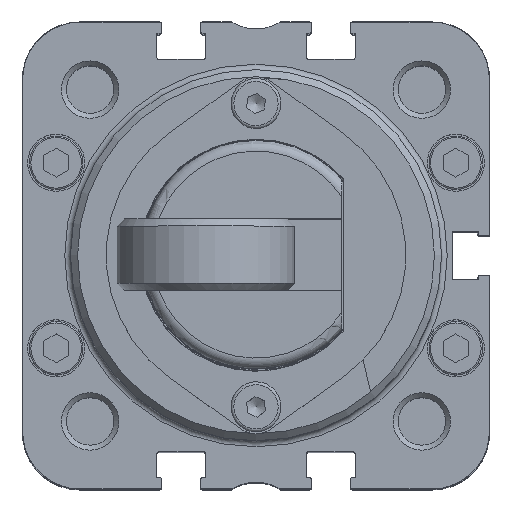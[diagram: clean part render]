
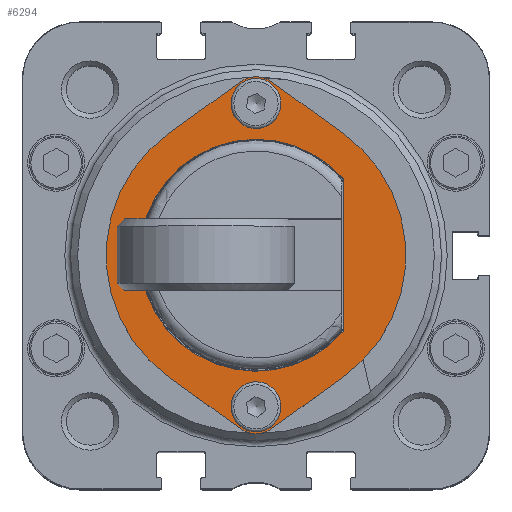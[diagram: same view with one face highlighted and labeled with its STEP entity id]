
A CAD part, top view. The second image highlights one B-rep face of the part: STEP entity #6294.
In plain terms, the highlighted planar face has unit normal (0, 0, 1).
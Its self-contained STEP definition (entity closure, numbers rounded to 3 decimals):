
#394 = FACE_BOUND ( 'NONE', #5289, .T. ) ;
#398 = FACE_OUTER_BOUND ( 'NONE', #5081, .T. ) ;
#405 = FACE_BOUND ( 'NONE', #5288, .T. ) ;
#407 = FACE_BOUND ( 'NONE', #5268, .T. ) ;
#1086 = PLANE ( 'NONE',  #21093 ) ;
#1090 = CARTESIAN_POINT ( 'NONE',  ( 0., 0., 101.3 ) ) ;
#1098 = DIRECTION ( 'NONE',  ( 0., 0., 1. ) ) ;
#1099 = DIRECTION ( 'NONE',  ( 0.707, 0.707, 0. ) ) ;
#5081 = EDGE_LOOP ( 'NONE', ( #13039, #13038, #13037, #13036, #13035, #13034, #13033, #13032 ) ) ;
#5268 = EDGE_LOOP ( 'NONE', ( #13029, #13028 ) ) ;
#5288 = EDGE_LOOP ( 'NONE', ( #13030 ) ) ;
#5289 = EDGE_LOOP ( 'NONE', ( #13031 ) ) ;
#6294 = ADVANCED_FACE ( 'NONE', ( #398, #394, #405, #407 ), #1086, .T. ) ;
#7987 = CARTESIAN_POINT ( 'NONE',  ( 0., 21.25, 101.3 ) ) ;
#7988 = DIRECTION ( 'NONE',  ( 0., 0., -1. ) ) ;
#7989 = DIRECTION ( 'NONE',  ( 0.584, 0.812, 0. ) ) ;
#7990 = CARTESIAN_POINT ( 'NONE',  ( 0., -21.25, 101.3 ) ) ;
#7991 = DIRECTION ( 'NONE',  ( 0., 0., -1. ) ) ;
#7992 = DIRECTION ( 'NONE',  ( -0.584, -0.812, 0. ) ) ;
#8003 = CARTESIAN_POINT ( 'NONE',  ( 12.264, -17.047, 101.3 ) ) ;
#8004 = DIRECTION ( 'NONE',  ( -0.812, -0.584, 0. ) ) ;
#8005 = CARTESIAN_POINT ( 'NONE',  ( -2.19, -24.294, 101.3 ) ) ;
#8010 = CARTESIAN_POINT ( 'NONE',  ( 2.19, 24.294, 101.3 ) ) ;
#8011 = DIRECTION ( 'NONE',  ( 0.812, -0.584, 0. ) ) ;
#8012 = CARTESIAN_POINT ( 'NONE',  ( -12.264, 17.047, 101.3 ) ) ;
#8013 = DIRECTION ( 'NONE',  ( -0.812, 0.584, 0. ) ) ;
#8014 = CARTESIAN_POINT ( 'NONE',  ( 0., 0., 101.3 ) ) ;
#8015 = DIRECTION ( 'NONE',  ( 0., 0., -1. ) ) ;
#8016 = DIRECTION ( 'NONE',  ( 0.584, -0.812, 0. ) ) ;
#8017 = CARTESIAN_POINT ( 'NONE',  ( 12.2, 10.734, 101.3 ) ) ;
#8018 = DIRECTION ( 'NONE',  ( 0.812, 0.584, 0. ) ) ;
#8019 = CARTESIAN_POINT ( 'NONE',  ( 0., 0., 101.3 ) ) ;
#8020 = DIRECTION ( 'NONE',  ( 0., 0., -1. ) ) ;
#8021 = DIRECTION ( 'NONE',  ( -0.584, 0.812, 0. ) ) ;
#8022 = CARTESIAN_POINT ( 'NONE',  ( 0., 21.25, 101.3 ) ) ;
#8023 = DIRECTION ( 'NONE',  ( 0., -1., 0. ) ) ;
#8024 = CARTESIAN_POINT ( 'NONE',  ( 0., -21.25, 101.3 ) ) ;
#8025 = DIRECTION ( 'NONE',  ( 0., 0., -1. ) ) ;
#8026 = DIRECTION ( 'NONE',  ( -0.994, -0.106, 0. ) ) ;
#8027 = CARTESIAN_POINT ( 'NONE',  ( 0., 0., 101.3 ) ) ;
#8031 = DIRECTION ( 'NONE',  ( 0., 0., -1. ) ) ;
#8032 = DIRECTION ( 'NONE',  ( 0.633, 0.774, 0. ) ) ;
#8033 = DIRECTION ( 'NONE',  ( 0., 0., -1. ) ) ;
#8034 = DIRECTION ( 'NONE',  ( 0.751, 0.661, 0. ) ) ;
#8676 = VECTOR ( 'NONE', #8004, 1000. ) ;
#8677 = CIRCLE ( 'NONE', #9408, 3.75 ) ;
#8679 = CIRCLE ( 'NONE', #9404, 3.75 ) ;
#8680 = LINE ( 'NONE', #8003, #8676 ) ;
#8681 = VECTOR ( 'NONE', #8011, 1000. ) ;
#8687 = LINE ( 'NONE', #8010, #8681 ) ;
#8688 = VECTOR ( 'NONE', #8023, 1000. ) ;
#8689 = LINE ( 'NONE', #8005, #8691 ) ;
#8691 = VECTOR ( 'NONE', #8013, 1000. ) ;
#8692 = VECTOR ( 'NONE', #8018, 1000. ) ;
#8694 = LINE ( 'NONE', #8012, #8692 ) ;
#8695 = CIRCLE ( 'NONE', #9415, 21. ) ;
#8697 = LINE ( 'NONE', #8017, #8688 ) ;
#8698 = CIRCLE ( 'NONE', #9413, 21. ) ;
#8702 = CIRCLE ( 'NONE', #9410, 3.5 ) ;
#8703 = CIRCLE ( 'NONE', #9417, 3.5 ) ;
#8705 = CIRCLE ( 'NONE', #9420, 16.25 ) ;
#9404 = AXIS2_PLACEMENT_3D ( 'NONE', #7990, #7991, #7992 ) ;
#9408 = AXIS2_PLACEMENT_3D ( 'NONE', #7987, #7988, #7989 ) ;
#9410 = AXIS2_PLACEMENT_3D ( 'NONE', #8024, #8025, #8026 ) ;
#9413 = AXIS2_PLACEMENT_3D ( 'NONE', #8019, #8020, #8021 ) ;
#9415 = AXIS2_PLACEMENT_3D ( 'NONE', #8014, #8015, #8016 ) ;
#9417 = AXIS2_PLACEMENT_3D ( 'NONE', #8022, #8031, #8032 ) ;
#9420 = AXIS2_PLACEMENT_3D ( 'NONE', #8027, #8033, #8034 ) ;
#13028 = ORIENTED_EDGE ( 'NONE', *, *, #15840, .T. ) ;
#13029 = ORIENTED_EDGE ( 'NONE', *, *, #15844, .T. ) ;
#13030 = ORIENTED_EDGE ( 'NONE', *, *, #15843, .T. ) ;
#13031 = ORIENTED_EDGE ( 'NONE', *, *, #15841, .T. ) ;
#13032 = ORIENTED_EDGE ( 'NONE', *, *, #15839, .F. ) ;
#13033 = ORIENTED_EDGE ( 'NONE', *, *, #15838, .F. ) ;
#13034 = ORIENTED_EDGE ( 'NONE', *, *, #15826, .F. ) ;
#13035 = ORIENTED_EDGE ( 'NONE', *, *, #15835, .F. ) ;
#13036 = ORIENTED_EDGE ( 'NONE', *, *, #15837, .F. ) ;
#13037 = ORIENTED_EDGE ( 'NONE', *, *, #15832, .F. ) ;
#13038 = ORIENTED_EDGE ( 'NONE', *, *, #15827, .F. ) ;
#13039 = ORIENTED_EDGE ( 'NONE', *, *, #15836, .F. ) ;
#14937 = CARTESIAN_POINT ( 'NONE',  ( 12.2, -10.734, 101.3 ) ) ;
#14938 = CARTESIAN_POINT ( 'NONE',  ( -2.19, -24.294, 101.3 ) ) ;
#15094 = CARTESIAN_POINT ( 'NONE',  ( 12.2, 10.734, 101.3 ) ) ;
#15095 = CARTESIAN_POINT ( 'NONE',  ( -12.264, 17.047, 101.3 ) ) ;
#15096 = CARTESIAN_POINT ( 'NONE',  ( -2.19, 24.294, 101.3 ) ) ;
#15097 = CARTESIAN_POINT ( 'NONE',  ( 2.19, 24.294, 101.3 ) ) ;
#15098 = CARTESIAN_POINT ( 'NONE',  ( 12.264, 17.047, 101.3 ) ) ;
#15099 = CARTESIAN_POINT ( 'NONE',  ( 12.264, -17.047, 101.3 ) ) ;
#15100 = CARTESIAN_POINT ( 'NONE',  ( 2.19, -24.294, 101.3 ) ) ;
#15101 = CARTESIAN_POINT ( 'NONE',  ( -12.264, -17.047, 101.3 ) ) ;
#15336 = VERTEX_POINT ( 'NONE', #15337 ) ;
#15337 = CARTESIAN_POINT ( 'NONE',  ( -3.48, -21.621, 101.3 ) ) ;
#15338 = VERTEX_POINT ( 'NONE', #15339 ) ;
#15339 = CARTESIAN_POINT ( 'NONE',  ( 2.217, 23.958, 101.3 ) ) ;
#15826 = EDGE_CURVE ( 'NONE', #18378, #18379, #8677, .T. ) ;
#15827 = EDGE_CURVE ( 'NONE', #18382, #18221, #8679, .T. ) ;
#15832 = EDGE_CURVE ( 'NONE', #18381, #18382, #8680, .T. ) ;
#15835 = EDGE_CURVE ( 'NONE', #18379, #18380, #8687, .T. ) ;
#15836 = EDGE_CURVE ( 'NONE', #18221, #18383, #8689, .T. ) ;
#15837 = EDGE_CURVE ( 'NONE', #18380, #18381, #8695, .T. ) ;
#15838 = EDGE_CURVE ( 'NONE', #18377, #18378, #8694, .T. ) ;
#15839 = EDGE_CURVE ( 'NONE', #18383, #18377, #8698, .T. ) ;
#15840 = EDGE_CURVE ( 'NONE', #18376, #18220, #8697, .T. ) ;
#15841 = EDGE_CURVE ( 'NONE', #15336, #15336, #8702, .T. ) ;
#15843 = EDGE_CURVE ( 'NONE', #15338, #15338, #8703, .T. ) ;
#15844 = EDGE_CURVE ( 'NONE', #18220, #18376, #8705, .T. ) ;
#18220 = VERTEX_POINT ( 'NONE', #14937 ) ;
#18221 = VERTEX_POINT ( 'NONE', #14938 ) ;
#18376 = VERTEX_POINT ( 'NONE', #15094 ) ;
#18377 = VERTEX_POINT ( 'NONE', #15095 ) ;
#18378 = VERTEX_POINT ( 'NONE', #15096 ) ;
#18379 = VERTEX_POINT ( 'NONE', #15097 ) ;
#18380 = VERTEX_POINT ( 'NONE', #15098 ) ;
#18381 = VERTEX_POINT ( 'NONE', #15099 ) ;
#18382 = VERTEX_POINT ( 'NONE', #15100 ) ;
#18383 = VERTEX_POINT ( 'NONE', #15101 ) ;
#21093 = AXIS2_PLACEMENT_3D ( 'NONE', #1090, #1098, #1099 ) ;
